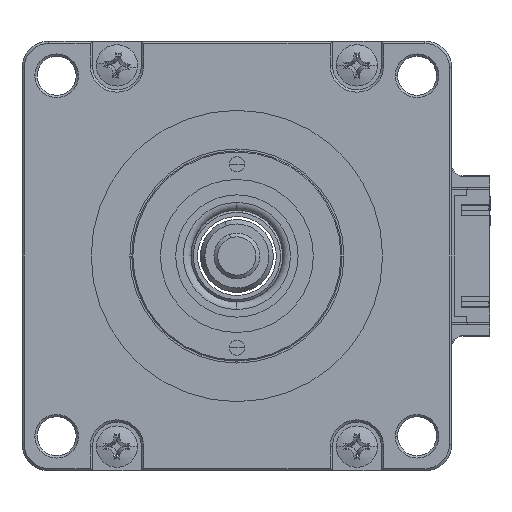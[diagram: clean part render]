
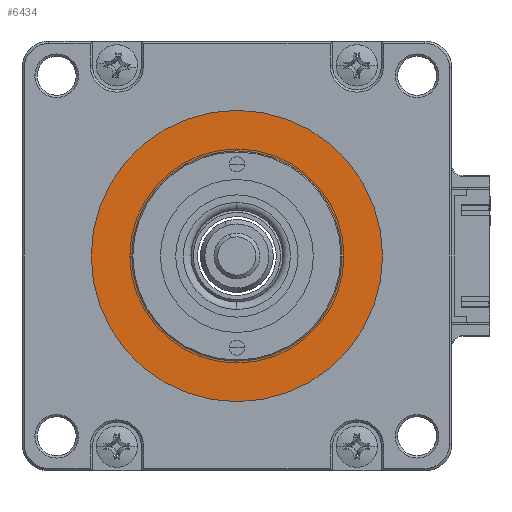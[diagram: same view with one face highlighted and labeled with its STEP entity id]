
A CAD part, left-side view. The second image highlights one B-rep face of the part: STEP entity #6434.
In plain terms, the highlighted planar face has unit normal (-1, 0, 0).
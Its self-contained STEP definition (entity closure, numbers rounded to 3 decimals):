
#478 = ORIENTED_EDGE ( 'NONE', *, *, #1012, .T. ) ;
#506 = DIRECTION ( 'NONE',  ( -1., 0., 0. ) ) ;
#532 = CARTESIAN_POINT ( 'NONE',  ( -38.623, 4.472, 48.3 ) ) ;
#800 = DIRECTION ( 'NONE',  ( 0., -1., 0. ) ) ;
#977 = EDGE_CURVE ( 'NONE', #6465, #9655, #11920, .T. ) ;
#1012 = EDGE_CURVE ( 'NONE', #7707, #8162, #7037, .T. ) ;
#1028 = PLANE ( 'NONE',  #10650 ) ;
#1530 = ORIENTED_EDGE ( 'NONE', *, *, #11102, .F. ) ;
#1791 = DIRECTION ( 'NONE',  ( -1., 0., 0. ) ) ;
#2017 = CARTESIAN_POINT ( 'NONE',  ( -38.623, 29.072, 72.9 ) ) ;
#2041 = AXIS2_PLACEMENT_3D ( 'NONE', #6397, #506, #7385 ) ;
#2304 = CARTESIAN_POINT ( 'NONE',  ( -38.623, 4.472, 48.3 ) ) ;
#2960 = EDGE_CURVE ( 'NONE', #8162, #7707, #4926, .T. ) ;
#3730 = ORIENTED_EDGE ( 'NONE', *, *, #2960, .T. ) ;
#4120 = CIRCLE ( 'NONE', #8474, 13.75 ) ;
#4239 = FACE_BOUND ( 'NONE', #10883, .T. ) ;
#4926 = CIRCLE ( 'NONE', #2041, 19.05 ) ;
#5126 = CARTESIAN_POINT ( 'NONE',  ( -38.623, -14.578, 48.3 ) ) ;
#5536 = EDGE_LOOP ( 'NONE', ( #478, #3730 ) ) ;
#6397 = CARTESIAN_POINT ( 'NONE',  ( -38.623, 4.472, 48.3 ) ) ;
#6434 = ADVANCED_FACE ( 'NONE', ( #4239, #6862 ), #1028, .T. ) ;
#6465 = VERTEX_POINT ( 'NONE', #9873 ) ;
#6558 = DIRECTION ( 'NONE',  ( -1., 0., 0. ) ) ;
#6686 = AXIS2_PLACEMENT_3D ( 'NONE', #2304, #6558, #800 ) ;
#6862 = FACE_OUTER_BOUND ( 'NONE', #5536, .T. ) ;
#7037 = CIRCLE ( 'NONE', #7730, 19.05 ) ;
#7385 = DIRECTION ( 'NONE',  ( 0., -1., 0. ) ) ;
#7417 = DIRECTION ( 'NONE',  ( -1., 0., 0. ) ) ;
#7683 = CARTESIAN_POINT ( 'NONE',  ( -38.623, 4.472, 48.3 ) ) ;
#7707 = VERTEX_POINT ( 'NONE', #5126 ) ;
#7730 = AXIS2_PLACEMENT_3D ( 'NONE', #532, #7417, #8094 ) ;
#8094 = DIRECTION ( 'NONE',  ( 0., -1., 0. ) ) ;
#8162 = VERTEX_POINT ( 'NONE', #9139 ) ;
#8474 = AXIS2_PLACEMENT_3D ( 'NONE', #7683, #1791, #8672 ) ;
#8672 = DIRECTION ( 'NONE',  ( 0., -1., 0. ) ) ;
#8887 = DIRECTION ( 'NONE',  ( 0., -1., 0. ) ) ;
#9139 = CARTESIAN_POINT ( 'NONE',  ( -38.623, 23.522, 48.3 ) ) ;
#9348 = CARTESIAN_POINT ( 'NONE',  ( -38.623, 18.222, 48.3 ) ) ;
#9655 = VERTEX_POINT ( 'NONE', #9348 ) ;
#9873 = CARTESIAN_POINT ( 'NONE',  ( -38.623, -9.278, 48.3 ) ) ;
#10021 = ORIENTED_EDGE ( 'NONE', *, *, #977, .F. ) ;
#10650 = AXIS2_PLACEMENT_3D ( 'NONE', #2017, #11785, #8887 ) ;
#10883 = EDGE_LOOP ( 'NONE', ( #1530, #10021 ) ) ;
#11102 = EDGE_CURVE ( 'NONE', #9655, #6465, #4120, .T. ) ;
#11785 = DIRECTION ( 'NONE',  ( -1., 0., 0. ) ) ;
#11920 = CIRCLE ( 'NONE', #6686, 13.75 ) ;
